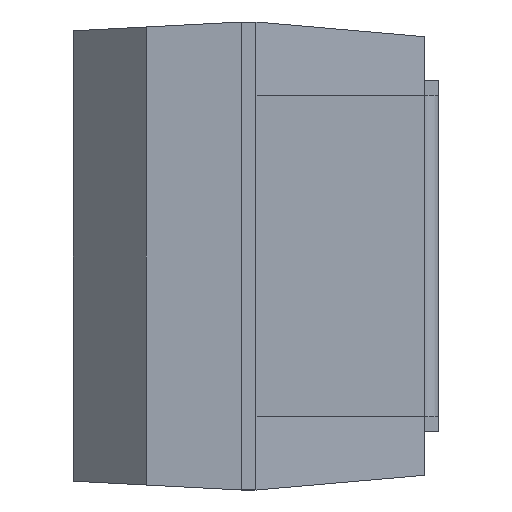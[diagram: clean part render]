
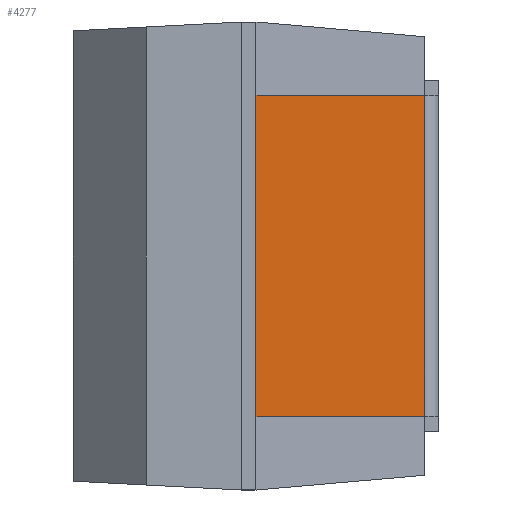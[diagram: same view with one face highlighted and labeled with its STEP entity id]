
A CAD part, left-side view. The second image highlights one B-rep face of the part: STEP entity #4277.
In plain terms, the highlighted planar face has unit normal (-1, 0, 0).
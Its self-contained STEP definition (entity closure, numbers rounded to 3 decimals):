
#188 = VECTOR ( 'NONE', #4428, 1000. ) ;
#453 = CARTESIAN_POINT ( 'NONE',  ( -3., 1.25, 1.1 ) ) ;
#965 = EDGE_CURVE ( 'NONE', #3191, #2405, #3307, .T. ) ;
#978 = EDGE_CURVE ( 'NONE', #2665, #3396, #3156, .T. ) ;
#1357 = LINE ( 'NONE', #2642, #188 ) ;
#1721 = EDGE_CURVE ( 'NONE', #2665, #2405, #1357, .T. ) ;
#1788 = VECTOR ( 'NONE', #2153, 1000. ) ;
#2153 = DIRECTION ( 'NONE',  ( 0., 1., 0. ) ) ;
#2345 = ORIENTED_EDGE ( 'NONE', *, *, #965, .T. ) ;
#2405 = VERTEX_POINT ( 'NONE', #4268 ) ;
#2642 = CARTESIAN_POINT ( 'NONE',  ( -3., 1.25, 0. ) ) ;
#2665 = VERTEX_POINT ( 'NONE', #3760 ) ;
#2686 = EDGE_LOOP ( 'NONE', ( #6464, #4209, #5764, #2345 ) ) ;
#2767 = FACE_OUTER_BOUND ( 'NONE', #2686, .T. ) ;
#3156 = LINE ( 'NONE', #6118, #3323 ) ;
#3191 = VERTEX_POINT ( 'NONE', #5570 ) ;
#3307 = LINE ( 'NONE', #453, #1788 ) ;
#3323 = VECTOR ( 'NONE', #6188, 1000. ) ;
#3396 = VERTEX_POINT ( 'NONE', #4979 ) ;
#3628 = CARTESIAN_POINT ( 'NONE',  ( -3., 1.25, 0. ) ) ;
#3760 = CARTESIAN_POINT ( 'NONE',  ( -3., 1.25, -1.1 ) ) ;
#3936 = PLANE ( 'NONE',  #6525 ) ;
#4209 = ORIENTED_EDGE ( 'NONE', *, *, #978, .T. ) ;
#4268 = CARTESIAN_POINT ( 'NONE',  ( -3., 1.25, 1.1 ) ) ;
#4277 = ADVANCED_FACE ( 'NONE', ( #2767 ), #3936, .T. ) ;
#4428 = DIRECTION ( 'NONE',  ( 0., 0., 1. ) ) ;
#4979 = CARTESIAN_POINT ( 'NONE',  ( -3., 0.1, -1.1 ) ) ;
#5570 = CARTESIAN_POINT ( 'NONE',  ( -3., 0.1, 1.1 ) ) ;
#5629 = LINE ( 'NONE', #7004, #6856 ) ;
#5764 = ORIENTED_EDGE ( 'NONE', *, *, #7054, .F. ) ;
#6118 = CARTESIAN_POINT ( 'NONE',  ( -3., 1.25, -1.1 ) ) ;
#6188 = DIRECTION ( 'NONE',  ( 0., -1., 0. ) ) ;
#6464 = ORIENTED_EDGE ( 'NONE', *, *, #1721, .F. ) ;
#6525 = AXIS2_PLACEMENT_3D ( 'NONE', #3628, #7077, #7150 ) ;
#6856 = VECTOR ( 'NONE', #6974, 1000. ) ;
#6974 = DIRECTION ( 'NONE',  ( 0., 0., -1. ) ) ;
#7004 = CARTESIAN_POINT ( 'NONE',  ( -3., 0.1, 0.55 ) ) ;
#7054 = EDGE_CURVE ( 'NONE', #3191, #3396, #5629, .T. ) ;
#7077 = DIRECTION ( 'NONE',  ( -1., 0., 0. ) ) ;
#7150 = DIRECTION ( 'NONE',  ( 0., 0., 1. ) ) ;
